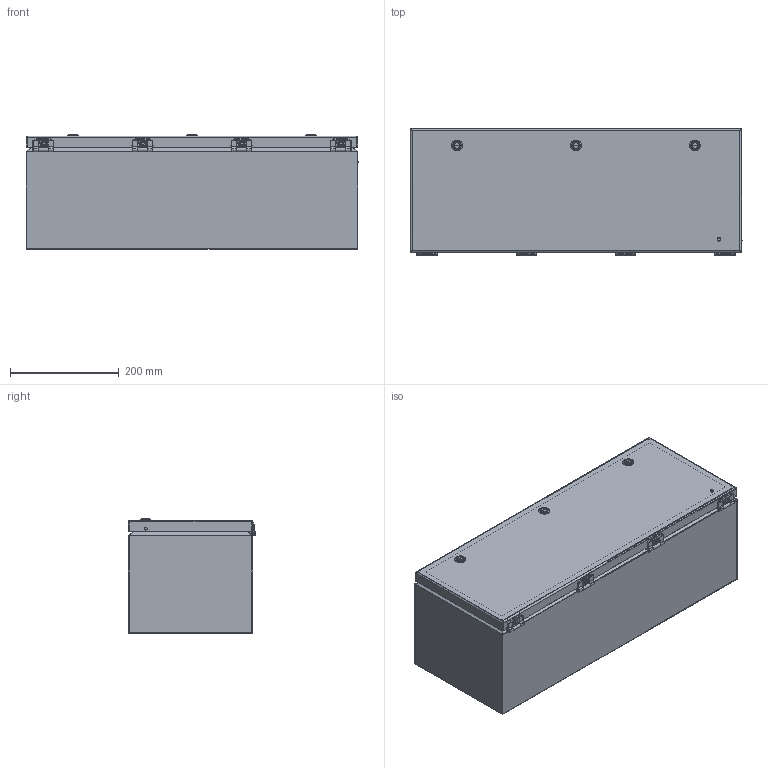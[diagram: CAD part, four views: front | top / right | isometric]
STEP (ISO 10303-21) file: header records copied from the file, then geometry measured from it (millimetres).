
FILE_DESCRIPTION (( 'STEP AP214' ), '1' );
FILE_NAME ('SCE-L9248ELJ.STEP', '2022-04-30T17:32:42', ( '' ), ( '' ), 'SwSTEP 2.0', 'SolidWorks 2022', '' );
FILE_SCHEMA (( 'AUTOMOTIVE_DESIGN' ));
Length unit declared in the file: inch
Products named in the file (1): SCE-L9248ELJ
Bounding box: 609.7 x 234.18 x 210.72 mm (x, y, z)
Volume: 1306678.8 mm3; surface area: 1623109.9 mm2
Topology: 56 solids, 56 shells, 2520 faces, 6267 edges, 3697 vertices
Faces by surface type: plane 1278, cylinder 644, bspline 308, torus 143, sphere 85, cone 62
Full cylindrical faces by diameter (mm): 3.81 x4, 3.962 x4, 4.013 x12, 4.166 x4, 4.42 x4, 4.763 x2, 4.775 x8, 4.826 x9, 5.08 x3, 5.537 x2, 6.058 x3, 6.35 x6, 6.463 x3, 6.502 x2, 6.604 x4, 6.756 x4, 6.824 x3, 7.112 x6, 7.167 x3, 7.216 x6, 7.874 x3, 8.28 x3, 8.89 x3, 9.474 x6, 10.922 x3, 11.684 x3, 12.065 x3, 16.002 x3, 20.018 x3
Entity records: 83422 total; most frequent: CARTESIAN_POINT 26769, ORIENTED_EDGE 11558, DIRECTION 11281, EDGE_CURVE 5779, AXIS2_PLACEMENT_3D 4147, VERTEX_POINT 3636, LINE 2987, VECTOR 2987
